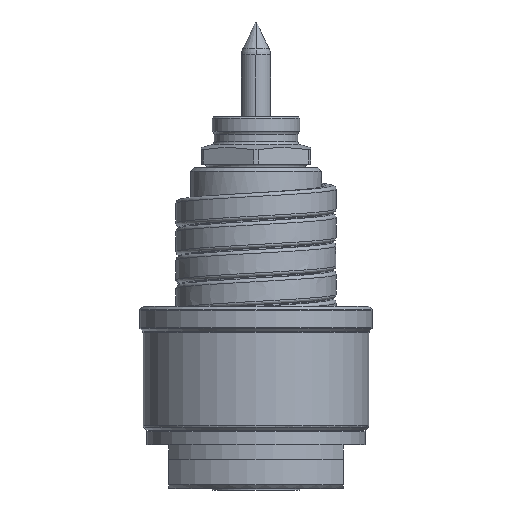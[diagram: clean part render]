
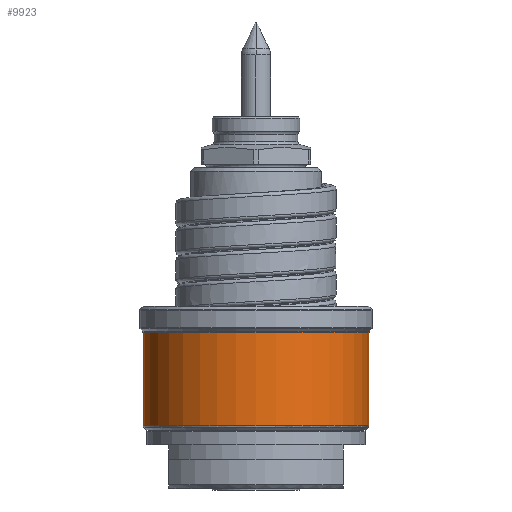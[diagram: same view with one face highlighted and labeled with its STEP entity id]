
A CAD part, front view. The second image highlights one B-rep face of the part: STEP entity #9923.
In plain terms, the highlighted cylindrical face has radius 15.5 mm (diameter 31 mm), a partial arc.
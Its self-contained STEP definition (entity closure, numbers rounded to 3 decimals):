
#2695=CARTESIAN_POINT('',(0.,0.,8.583));
#2696=DIRECTION('',(0.,0.,1.));
#2697=DIRECTION('',(-1.,0.,0.));
#2698=AXIS2_PLACEMENT_3D('',#2695,#2696,#2697);
#2700=DIRECTION('',(0.,0.,-1.));
#2701=VECTOR('',#2700,12.835);
#2702=CARTESIAN_POINT('',(-15.5,0.,21.417));
#2703=LINE('',#2702,#2701);
#2704=CARTESIAN_POINT('',(0.,0.,21.417));
#2705=DIRECTION('',(0.,0.,1.));
#2706=DIRECTION('',(-1.,0.,0.));
#2707=AXIS2_PLACEMENT_3D('',#2704,#2705,#2706);
#2709=DIRECTION('',(0.,0.,-1.));
#2710=VECTOR('',#2709,12.835);
#2711=CARTESIAN_POINT('',(15.5,0.,21.417));
#2712=LINE('',#2711,#2710);
#5744=CARTESIAN_POINT('',(15.5,0.,21.417));
#5745=CARTESIAN_POINT('',(-15.5,0.,21.417));
#5746=VERTEX_POINT('',#5744);
#5747=VERTEX_POINT('',#5745);
#5770=CARTESIAN_POINT('',(15.5,0.,8.583));
#5771=VERTEX_POINT('',#5770);
#5772=CARTESIAN_POINT('',(-15.5,0.,8.583));
#5773=VERTEX_POINT('',#5772);
#9911=CARTESIAN_POINT('',(0.,0.,7.15));
#9912=DIRECTION('',(0.,0.,1.));
#9913=DIRECTION('',(-1.,0.,0.));
#9914=AXIS2_PLACEMENT_3D('',#9911,#9912,#9913);
#9915=CYLINDRICAL_SURFACE('',#9914,15.5);
#9916=ORIENTED_EDGE('',*,*,#9883,.F.);
#9917=ORIENTED_EDGE('',*,*,#9901,.F.);
#9919=ORIENTED_EDGE('',*,*,#9918,.T.);
#9920=ORIENTED_EDGE('',*,*,#9897,.T.);
#9921=EDGE_LOOP('',(#9916,#9917,#9919,#9920));
#9922=FACE_OUTER_BOUND('',#9921,.F.);
#2699=CIRCLE('',#2698,15.5);
#2708=CIRCLE('',#2707,15.5);
#9883=EDGE_CURVE('',#5773,#5771,#2699,.T.);
#9897=EDGE_CURVE('',#5746,#5771,#2712,.T.);
#9901=EDGE_CURVE('',#5747,#5773,#2703,.T.);
#9918=EDGE_CURVE('',#5747,#5746,#2708,.T.);
#9923=ADVANCED_FACE('',(#9922),#9915,.T.);
